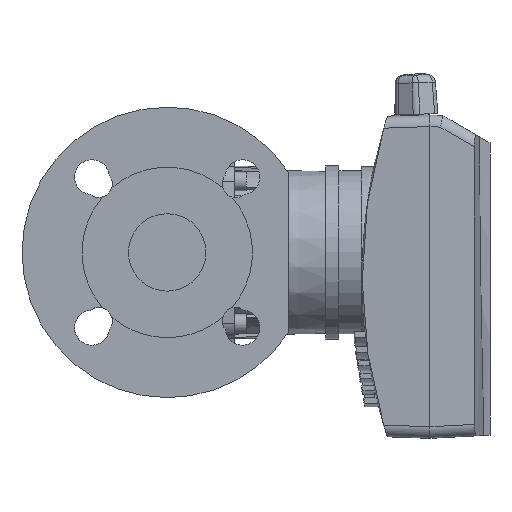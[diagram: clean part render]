
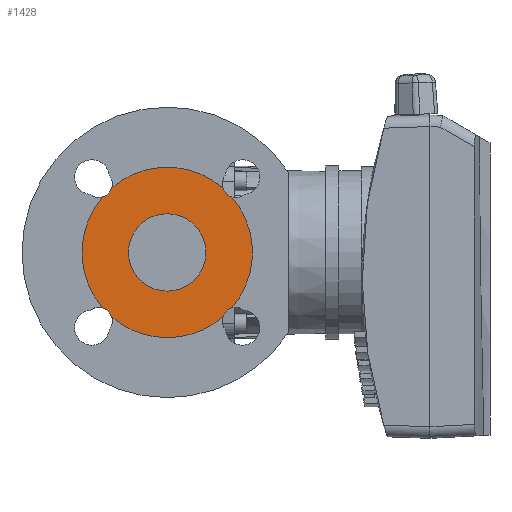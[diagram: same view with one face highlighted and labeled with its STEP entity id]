
A CAD part, front view. The second image highlights one B-rep face of the part: STEP entity #1428.
In plain terms, the highlighted planar face has unit normal (0, -1, 0).
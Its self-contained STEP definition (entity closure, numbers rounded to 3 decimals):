
#657 = EDGE_CURVE ( 'NONE', #658, #802, #6217, .T. ) ;
#658 = VERTEX_POINT ( 'NONE', #6212 ) ;
#668 = VERTEX_POINT ( 'NONE', #6256 ) ;
#761 = EDGE_CURVE ( 'NONE', #762, #763, #6418, .T. ) ;
#762 = VERTEX_POINT ( 'NONE', #6413 ) ;
#763 = VERTEX_POINT ( 'NONE', #6412 ) ;
#802 = VERTEX_POINT ( 'NONE', #6500 ) ;
#815 = EDGE_CURVE ( 'NONE', #668, #816, #6713, .T. ) ;
#816 = VERTEX_POINT ( 'NONE', #6708 ) ;
#1336 = EDGE_CURVE ( 'NONE', #802, #658, #9410, .T. ) ;
#1387 = VERTEX_POINT ( 'NONE', #10749 ) ;
#1389 = EDGE_CURVE ( 'NONE', #1387, #762, #10747, .T. ) ;
#1427 = EDGE_CURVE ( 'NONE', #1705, #1460, #10616, .T. ) ;
#1428 = ADVANCED_FACE ( 'NONE', ( #10612, #10627 ), #10609, .T. ) ;
#1429 = EDGE_LOOP ( 'NONE', ( #1430, #1431 ) ) ;
#1430 = ORIENTED_EDGE ( 'NONE', *, *, #657, .T. ) ;
#1431 = ORIENTED_EDGE ( 'NONE', *, *, #1336, .T. ) ;
#1432 = EDGE_LOOP ( 'NONE', ( #1882, #1870, #1571, #1572, #1881, #1820, #1821, #1822, #1824 ) ) ;
#1439 = EDGE_CURVE ( 'NONE', #763, #1594, #10669, .T. ) ;
#1460 = VERTEX_POINT ( 'NONE', #10854 ) ;
#1462 = EDGE_CURVE ( 'NONE', #1460, #1520, #10938, .T. ) ;
#1520 = VERTEX_POINT ( 'NONE', #12428 ) ;
#1571 = ORIENTED_EDGE ( 'NONE', *, *, #1427, .F. ) ;
#1572 = ORIENTED_EDGE ( 'NONE', *, *, #1704, .F. ) ;
#1594 = VERTEX_POINT ( 'NONE', #13065 ) ;
#1704 = EDGE_CURVE ( 'NONE', #1594, #1705, #13920, .T. ) ;
#1705 = VERTEX_POINT ( 'NONE', #13915 ) ;
#1820 = ORIENTED_EDGE ( 'NONE', *, *, #761, .F. ) ;
#1821 = ORIENTED_EDGE ( 'NONE', *, *, #1389, .F. ) ;
#1822 = ORIENTED_EDGE ( 'NONE', *, *, #1823, .F. ) ;
#1823 = EDGE_CURVE ( 'NONE', #816, #1387, #15895, .T. ) ;
#1824 = ORIENTED_EDGE ( 'NONE', *, *, #815, .F. ) ;
#1869 = EDGE_CURVE ( 'NONE', #1520, #668, #15728, .T. ) ;
#1870 = ORIENTED_EDGE ( 'NONE', *, *, #1462, .F. ) ;
#1881 = ORIENTED_EDGE ( 'NONE', *, *, #1439, .F. ) ;
#1882 = ORIENTED_EDGE ( 'NONE', *, *, #1869, .F. ) ;
#6212 = CARTESIAN_POINT ( 'NONE',  ( -22., -125., 20. ) ) ;
#6213 = DIRECTION ( 'NONE',  ( 0., 0., 1. ) ) ;
#6214 = DIRECTION ( 'NONE',  ( 0., 1., 0. ) ) ;
#6215 = CARTESIAN_POINT ( 'NONE',  ( -22., -125., 0. ) ) ;
#6216 = AXIS2_PLACEMENT_3D ( 'NONE', #6215, #6214, #6213 ) ;
#6217 = CIRCLE ( 'NONE', #6216, 20. ) ;
#6256 = CARTESIAN_POINT ( 'NONE',  ( 6.631, -125., 33.411 ) ) ;
#6412 = CARTESIAN_POINT ( 'NONE',  ( -22., -125., -44. ) ) ;
#6413 = CARTESIAN_POINT ( 'NONE',  ( 6.631, -125., -33.411 ) ) ;
#6414 = DIRECTION ( 'NONE',  ( 0., 0., 1. ) ) ;
#6415 = DIRECTION ( 'NONE',  ( 0., 1., 0. ) ) ;
#6416 = CARTESIAN_POINT ( 'NONE',  ( -22., -125., 0. ) ) ;
#6417 = AXIS2_PLACEMENT_3D ( 'NONE', #6416, #6415, #6414 ) ;
#6418 = CIRCLE ( 'NONE', #6417, 44. ) ;
#6500 = CARTESIAN_POINT ( 'NONE',  ( -22., -125., -20. ) ) ;
#6708 = CARTESIAN_POINT ( 'NONE',  ( 11.411, -125., 28.631 ) ) ;
#6709 = DIRECTION ( 'NONE',  ( 0., 0., 1. ) ) ;
#6710 = DIRECTION ( 'NONE',  ( 0., -1., 0. ) ) ;
#6711 = CARTESIAN_POINT ( 'NONE',  ( 13.355, -125., 35.355 ) ) ;
#6712 = AXIS2_PLACEMENT_3D ( 'NONE', #6711, #6710, #6709 ) ;
#6713 = CIRCLE ( 'NONE', #6712, 7. ) ;
#9406 = DIRECTION ( 'NONE',  ( 0., 0., 1. ) ) ;
#9407 = DIRECTION ( 'NONE',  ( 0., 1., 0. ) ) ;
#9408 = CARTESIAN_POINT ( 'NONE',  ( -22., -125., 0. ) ) ;
#9409 = AXIS2_PLACEMENT_3D ( 'NONE', #9408, #9407, #9406 ) ;
#9410 = CIRCLE ( 'NONE', #9409, 20. ) ;
#10609 = PLANE ( 'NONE',  #10632 ) ;
#10611 = DIRECTION ( 'NONE',  ( 0., 0., 1. ) ) ;
#10612 = FACE_BOUND ( 'NONE', #1429, .T. ) ;
#10616 = CIRCLE ( 'NONE', #10625, 44. ) ;
#10625 = AXIS2_PLACEMENT_3D ( 'NONE', #10633, #10628, #10611 ) ;
#10627 = FACE_OUTER_BOUND ( 'NONE', #1432, .T. ) ;
#10628 = DIRECTION ( 'NONE',  ( 0., 1., 0. ) ) ;
#10632 = AXIS2_PLACEMENT_3D ( 'NONE', #10637, #10635, #10634 ) ;
#10633 = CARTESIAN_POINT ( 'NONE',  ( -22., -125., 0. ) ) ;
#10634 = DIRECTION ( 'NONE',  ( 0., 0., 1. ) ) ;
#10635 = DIRECTION ( 'NONE',  ( 0., -1., 0. ) ) ;
#10637 = CARTESIAN_POINT ( 'NONE',  ( -22., -125., 0. ) ) ;
#10642 = AXIS2_PLACEMENT_3D ( 'NONE', #10671, #10646, #10643 ) ;
#10643 = DIRECTION ( 'NONE',  ( 0., 0., 1. ) ) ;
#10646 = DIRECTION ( 'NONE',  ( 0., 1., 0. ) ) ;
#10669 = CIRCLE ( 'NONE', #10642, 44. ) ;
#10671 = CARTESIAN_POINT ( 'NONE',  ( -22., -125., 0. ) ) ;
#10743 = DIRECTION ( 'NONE',  ( 0., 0., 1. ) ) ;
#10744 = DIRECTION ( 'NONE',  ( 0., -1., 0. ) ) ;
#10745 = CARTESIAN_POINT ( 'NONE',  ( 13.355, -125., -35.355 ) ) ;
#10746 = AXIS2_PLACEMENT_3D ( 'NONE', #10745, #10744, #10743 ) ;
#10747 = CIRCLE ( 'NONE', #10746, 7. ) ;
#10749 = CARTESIAN_POINT ( 'NONE',  ( 11.411, -125., -28.631 ) ) ;
#10854 = CARTESIAN_POINT ( 'NONE',  ( -55.411, -125., 28.631 ) ) ;
#10893 = AXIS2_PLACEMENT_3D ( 'NONE', #10939, #10943, #10915 ) ;
#10915 = DIRECTION ( 'NONE',  ( 0., 0., 1. ) ) ;
#10938 = CIRCLE ( 'NONE', #10893, 7. ) ;
#10939 = CARTESIAN_POINT ( 'NONE',  ( -57.355, -125., 35.355 ) ) ;
#10943 = DIRECTION ( 'NONE',  ( 0., -1., 0. ) ) ;
#12428 = CARTESIAN_POINT ( 'NONE',  ( -50.631, -125., 33.411 ) ) ;
#13065 = CARTESIAN_POINT ( 'NONE',  ( -50.631, -125., -33.411 ) ) ;
#13915 = CARTESIAN_POINT ( 'NONE',  ( -55.411, -125., -28.631 ) ) ;
#13916 = DIRECTION ( 'NONE',  ( 0., 0., 1. ) ) ;
#13917 = DIRECTION ( 'NONE',  ( 0., -1., 0. ) ) ;
#13918 = CARTESIAN_POINT ( 'NONE',  ( -57.355, -125., -35.355 ) ) ;
#13919 = AXIS2_PLACEMENT_3D ( 'NONE', #13918, #13917, #13916 ) ;
#13920 = CIRCLE ( 'NONE', #13919, 7. ) ;
#15702 = DIRECTION ( 'NONE',  ( 0., 0., 1. ) ) ;
#15703 = DIRECTION ( 'NONE',  ( 0., 1., 0. ) ) ;
#15704 = AXIS2_PLACEMENT_3D ( 'NONE', #15727, #15703, #15702 ) ;
#15727 = CARTESIAN_POINT ( 'NONE',  ( -22., -125., 0. ) ) ;
#15728 = CIRCLE ( 'NONE', #15704, 44. ) ;
#15892 = DIRECTION ( 'NONE',  ( 0., 0., 1. ) ) ;
#15893 = DIRECTION ( 'NONE',  ( 0., 1., 0. ) ) ;
#15894 = AXIS2_PLACEMENT_3D ( 'NONE', #15903, #15893, #15892 ) ;
#15895 = CIRCLE ( 'NONE', #15894, 44. ) ;
#15903 = CARTESIAN_POINT ( 'NONE',  ( -22., -125., 0. ) ) ;
